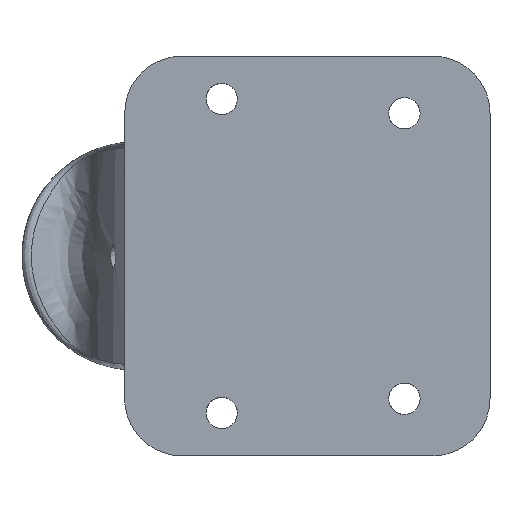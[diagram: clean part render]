
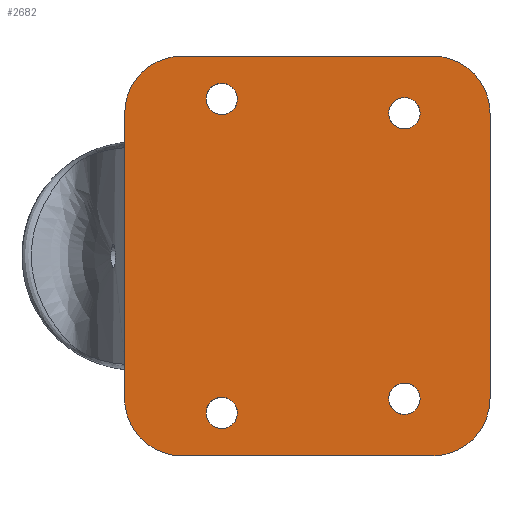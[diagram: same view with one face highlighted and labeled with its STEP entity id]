
A CAD part, front view. The second image highlights one B-rep face of the part: STEP entity #2682.
In plain terms, the highlighted free-form (B-spline) face has degree [1, 1] with [2, 2] control points.
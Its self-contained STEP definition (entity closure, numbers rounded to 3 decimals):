
#1180 = VERTEX_POINT('',#1181);
#1181 = CARTESIAN_POINT('',(137.652,0.,47.234));
#1186 = EDGE_CURVE('',#1180,#1187,#1189,.T.);
#1187 = VERTEX_POINT('',#1188);
#1188 = CARTESIAN_POINT('',(151.147,0.,33.738));
#1189 = ( BOUNDED_CURVE() B_SPLINE_CURVE(2,(#1190,#1191,#1192),
.UNSPECIFIED.,.F.,.F.) B_SPLINE_CURVE_WITH_KNOTS((3,3),(5.498,
7.069),.PIECEWISE_BEZIER_KNOTS.) CURVE() 
GEOMETRIC_REPRESENTATION_ITEM() RATIONAL_B_SPLINE_CURVE((1.,
0.707,1.)) REPRESENTATION_ITEM('') );
#1190 = CARTESIAN_POINT('',(137.652,0.,47.234));
#1191 = CARTESIAN_POINT('',(151.147,0.,47.234));
#1192 = CARTESIAN_POINT('',(151.147,0.,33.738));
#1211 = VERTEX_POINT('',#1212);
#1212 = CARTESIAN_POINT('',(78.273,0.,47.234));
#1217 = EDGE_CURVE('',#1180,#1211,#1218,.T.);
#1218 = B_SPLINE_CURVE_WITH_KNOTS('',1,(#1219,#1220),.UNSPECIFIED.,.F.,
  .F.,(2,2),(-54.,-10.),.PIECEWISE_BEZIER_KNOTS.);
#1219 = CARTESIAN_POINT('',(137.652,0.,47.234));
#1220 = CARTESIAN_POINT('',(78.273,0.,47.234));
#1233 = VERTEX_POINT('',#1234);
#1234 = CARTESIAN_POINT('',(64.777,0.,33.738));
#1239 = EDGE_CURVE('',#1233,#1211,#1240,.T.);
#1240 = ( BOUNDED_CURVE() B_SPLINE_CURVE(2,(#1241,#1242,#1243),
.UNSPECIFIED.,.F.,.F.) B_SPLINE_CURVE_WITH_KNOTS((3,3),(5.498,
7.069),.PIECEWISE_BEZIER_KNOTS.) CURVE() 
GEOMETRIC_REPRESENTATION_ITEM() RATIONAL_B_SPLINE_CURVE((1.,
0.707,1.)) REPRESENTATION_ITEM('') );
#1241 = CARTESIAN_POINT('',(64.777,0.,33.738));
#1242 = CARTESIAN_POINT('',(64.777,0.,47.234));
#1243 = CARTESIAN_POINT('',(78.273,0.,47.234));
#1266 = VERTEX_POINT('',#1267);
#1267 = CARTESIAN_POINT('',(64.777,0.,-33.738));
#1272 = EDGE_CURVE('',#1266,#1233,#1273,.T.);
#1273 = B_SPLINE_CURVE_WITH_KNOTS('',1,(#1274,#1275),.UNSPECIFIED.,.F.,
  .F.,(2,2),(-25.,25.),.PIECEWISE_BEZIER_KNOTS.);
#1274 = CARTESIAN_POINT('',(64.777,0.,-33.738));
#1275 = CARTESIAN_POINT('',(64.777,0.,33.738));
#2539 = VERTEX_POINT('',#2540);
#2540 = CARTESIAN_POINT('',(84.008,0.,37.112));
#2545 = EDGE_CURVE('',#2539,#2539,#2546,.T.);
#2546 = ( BOUNDED_CURVE() B_SPLINE_CURVE(2,(#2547,#2548,#2549,#2550,
#2551,#2552,#2553),.UNSPECIFIED.,.T.,.F.) B_SPLINE_CURVE_WITH_KNOTS((3,2
    ,2,3),(3.142,5.236,7.33,9.425),
.PIECEWISE_BEZIER_KNOTS.) CURVE() GEOMETRIC_REPRESENTATION_ITEM() 
RATIONAL_B_SPLINE_CURVE((1.,0.5,1.,0.5,1.,0.5,1.)) REPRESENTATION_ITEM(
  '') );
#2547 = CARTESIAN_POINT('',(84.008,0.,37.112));
#2548 = CARTESIAN_POINT('',(84.008,0.,43.54));
#2549 = CARTESIAN_POINT('',(89.575,0.,40.326));
#2550 = CARTESIAN_POINT('',(95.142,0.,37.112));
#2551 = CARTESIAN_POINT('',(89.575,0.,33.898));
#2552 = CARTESIAN_POINT('',(84.008,0.,30.684));
#2553 = CARTESIAN_POINT('',(84.008,0.,37.112));
#2576 = VERTEX_POINT('',#2577);
#2577 = CARTESIAN_POINT('',(127.193,0.,33.738));
#2582 = EDGE_CURVE('',#2576,#2576,#2583,.T.);
#2583 = ( BOUNDED_CURVE() B_SPLINE_CURVE(2,(#2584,#2585,#2586,#2587,
#2588,#2589,#2590),.UNSPECIFIED.,.T.,.F.) B_SPLINE_CURVE_WITH_KNOTS((3,2
    ,2,3),(3.142,5.236,7.33,9.425),
.PIECEWISE_BEZIER_KNOTS.) CURVE() GEOMETRIC_REPRESENTATION_ITEM() 
RATIONAL_B_SPLINE_CURVE((1.,0.5,1.,0.5,1.,0.5,1.)) REPRESENTATION_ITEM(
  '') );
#2584 = CARTESIAN_POINT('',(127.193,0.,33.738));
#2585 = CARTESIAN_POINT('',(127.193,0.,40.166));
#2586 = CARTESIAN_POINT('',(132.76,0.,36.952));
#2587 = CARTESIAN_POINT('',(138.327,0.,33.738));
#2588 = CARTESIAN_POINT('',(132.76,0.,30.524));
#2589 = CARTESIAN_POINT('',(127.193,0.,27.31));
#2590 = CARTESIAN_POINT('',(127.193,0.,33.738));
#2613 = VERTEX_POINT('',#2614);
#2614 = CARTESIAN_POINT('',(127.193,0.,-33.738));
#2619 = EDGE_CURVE('',#2613,#2613,#2620,.T.);
#2620 = ( BOUNDED_CURVE() B_SPLINE_CURVE(2,(#2621,#2622,#2623,#2624,
#2625,#2626,#2627),.UNSPECIFIED.,.T.,.F.) B_SPLINE_CURVE_WITH_KNOTS((3,2
    ,2,3),(3.142,5.236,7.33,9.425),
.PIECEWISE_BEZIER_KNOTS.) CURVE() GEOMETRIC_REPRESENTATION_ITEM() 
RATIONAL_B_SPLINE_CURVE((1.,0.5,1.,0.5,1.,0.5,1.)) REPRESENTATION_ITEM(
  '') );
#2621 = CARTESIAN_POINT('',(127.193,0.,-33.738));
#2622 = CARTESIAN_POINT('',(127.193,0.,-27.31));
#2623 = CARTESIAN_POINT('',(132.76,0.,-30.524));
#2624 = CARTESIAN_POINT('',(138.327,0.,-33.738));
#2625 = CARTESIAN_POINT('',(132.76,0.,-36.952));
#2626 = CARTESIAN_POINT('',(127.193,0.,-40.166));
#2627 = CARTESIAN_POINT('',(127.193,0.,-33.738));
#2650 = VERTEX_POINT('',#2651);
#2651 = CARTESIAN_POINT('',(84.008,0.,-37.112));
#2656 = EDGE_CURVE('',#2650,#2650,#2657,.T.);
#2657 = ( BOUNDED_CURVE() B_SPLINE_CURVE(2,(#2658,#2659,#2660,#2661,
#2662,#2663,#2664),.UNSPECIFIED.,.T.,.F.) B_SPLINE_CURVE_WITH_KNOTS((3,2
    ,2,3),(3.142,5.236,7.33,9.425),
.PIECEWISE_BEZIER_KNOTS.) CURVE() GEOMETRIC_REPRESENTATION_ITEM() 
RATIONAL_B_SPLINE_CURVE((1.,0.5,1.,0.5,1.,0.5,1.)) REPRESENTATION_ITEM(
  '') );
#2658 = CARTESIAN_POINT('',(84.008,0.,-37.112));
#2659 = CARTESIAN_POINT('',(84.008,0.,-30.684));
#2660 = CARTESIAN_POINT('',(89.575,0.,-33.898));
#2661 = CARTESIAN_POINT('',(95.142,0.,-37.112));
#2662 = CARTESIAN_POINT('',(89.575,0.,-40.326));
#2663 = CARTESIAN_POINT('',(84.008,0.,-43.54));
#2664 = CARTESIAN_POINT('',(84.008,0.,-37.112));
#2682 = ADVANCED_FACE('',(#2683,#2717,#2720,#2723,#2726),#2729,.T.);
#2683 = FACE_BOUND('',#2684,.T.);
#2684 = EDGE_LOOP('',(#2685,#2686,#2687,#2688,#2689,#2697,#2704,#2712));
#2685 = ORIENTED_EDGE('',*,*,#1186,.F.);
#2686 = ORIENTED_EDGE('',*,*,#1217,.T.);
#2687 = ORIENTED_EDGE('',*,*,#1239,.F.);
#2688 = ORIENTED_EDGE('',*,*,#1272,.F.);
#2689 = ORIENTED_EDGE('',*,*,#2690,.F.);
#2690 = EDGE_CURVE('',#2691,#1266,#2693,.T.);
#2691 = VERTEX_POINT('',#2692);
#2692 = CARTESIAN_POINT('',(78.273,0.,-47.234));
#2693 = ( BOUNDED_CURVE() B_SPLINE_CURVE(2,(#2694,#2695,#2696),
.UNSPECIFIED.,.F.,.F.) B_SPLINE_CURVE_WITH_KNOTS((3,3),(5.498,
7.069),.PIECEWISE_BEZIER_KNOTS.) CURVE() 
GEOMETRIC_REPRESENTATION_ITEM() RATIONAL_B_SPLINE_CURVE((1.,
0.707,1.)) REPRESENTATION_ITEM('') );
#2694 = CARTESIAN_POINT('',(78.273,0.,-47.234));
#2695 = CARTESIAN_POINT('',(64.777,0.,-47.234));
#2696 = CARTESIAN_POINT('',(64.777,0.,-33.738));
#2697 = ORIENTED_EDGE('',*,*,#2698,.T.);
#2698 = EDGE_CURVE('',#2691,#2699,#2701,.T.);
#2699 = VERTEX_POINT('',#2700);
#2700 = CARTESIAN_POINT('',(137.652,0.,-47.234));
#2701 = B_SPLINE_CURVE_WITH_KNOTS('',1,(#2702,#2703),.UNSPECIFIED.,.F.,
  .F.,(2,2),(10.,54.),.PIECEWISE_BEZIER_KNOTS.);
#2702 = CARTESIAN_POINT('',(78.273,0.,-47.234));
#2703 = CARTESIAN_POINT('',(137.652,0.,-47.234));
#2704 = ORIENTED_EDGE('',*,*,#2705,.F.);
#2705 = EDGE_CURVE('',#2706,#2699,#2708,.T.);
#2706 = VERTEX_POINT('',#2707);
#2707 = CARTESIAN_POINT('',(151.147,0.,-33.738));
#2708 = ( BOUNDED_CURVE() B_SPLINE_CURVE(2,(#2709,#2710,#2711),
.UNSPECIFIED.,.F.,.F.) B_SPLINE_CURVE_WITH_KNOTS((3,3),(5.498,
7.069),.PIECEWISE_BEZIER_KNOTS.) CURVE() 
GEOMETRIC_REPRESENTATION_ITEM() RATIONAL_B_SPLINE_CURVE((1.,
0.707,1.)) REPRESENTATION_ITEM('') );
#2709 = CARTESIAN_POINT('',(151.147,0.,-33.738));
#2710 = CARTESIAN_POINT('',(151.147,0.,-47.234));
#2711 = CARTESIAN_POINT('',(137.652,0.,-47.234));
#2712 = ORIENTED_EDGE('',*,*,#2713,.F.);
#2713 = EDGE_CURVE('',#1187,#2706,#2714,.T.);
#2714 = B_SPLINE_CURVE_WITH_KNOTS('',1,(#2715,#2716),.UNSPECIFIED.,.F.,
  .F.,(2,2),(-25.,25.),.PIECEWISE_BEZIER_KNOTS.);
#2715 = CARTESIAN_POINT('',(151.147,0.,33.738));
#2716 = CARTESIAN_POINT('',(151.147,0.,-33.738));
#2717 = FACE_BOUND('',#2718,.T.);
#2718 = EDGE_LOOP('',(#2719));
#2719 = ORIENTED_EDGE('',*,*,#2545,.T.);
#2720 = FACE_BOUND('',#2721,.T.);
#2721 = EDGE_LOOP('',(#2722));
#2722 = ORIENTED_EDGE('',*,*,#2582,.T.);
#2723 = FACE_BOUND('',#2724,.T.);
#2724 = EDGE_LOOP('',(#2725));
#2725 = ORIENTED_EDGE('',*,*,#2619,.T.);
#2726 = FACE_BOUND('',#2727,.T.);
#2727 = EDGE_LOOP('',(#2728));
#2728 = ORIENTED_EDGE('',*,*,#2656,.T.);
#2729 = B_SPLINE_SURFACE_WITH_KNOTS('',1,1,(
    (#2730,#2731)
    ,(#2732,#2733
    )),.UNSPECIFIED.,.F.,.F.,.F.,(2,2),(2,2),(-32.,32.),(-35.,35.),
  .PIECEWISE_BEZIER_KNOTS.);
#2730 = CARTESIAN_POINT('',(151.147,0.,47.234));
#2731 = CARTESIAN_POINT('',(151.147,0.,-47.234));
#2732 = CARTESIAN_POINT('',(64.777,0.,47.234));
#2733 = CARTESIAN_POINT('',(64.777,0.,-47.234));
